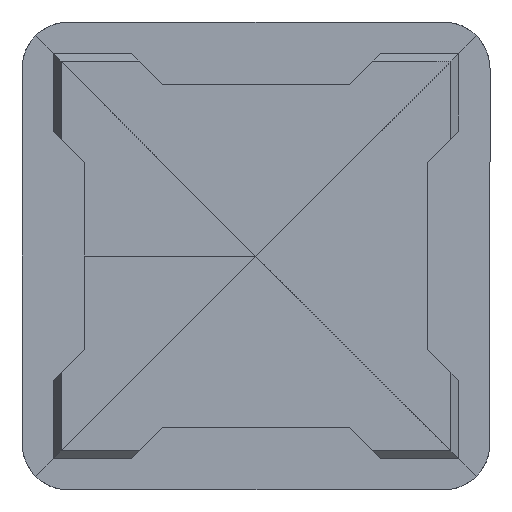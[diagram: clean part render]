
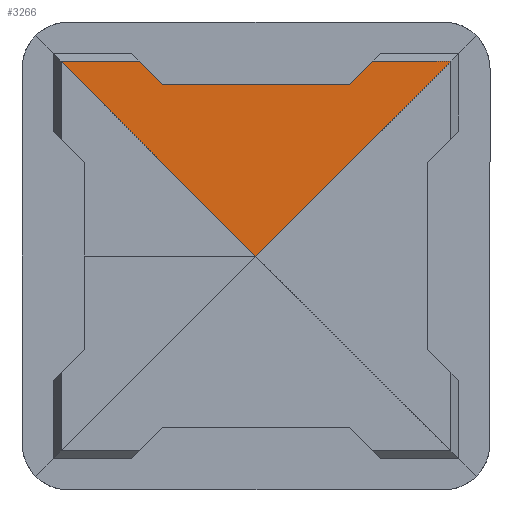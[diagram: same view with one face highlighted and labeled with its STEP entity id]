
A CAD part, front view. The second image highlights one B-rep face of the part: STEP entity #3266.
In plain terms, the highlighted planar face has unit normal (0, -1, 0).
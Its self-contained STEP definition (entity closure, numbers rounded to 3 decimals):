
#40 = LINE ( 'NONE', #629, #2196 ) ;
#62 = ORIENTED_EDGE ( 'NONE', *, *, #2709, .F. ) ;
#79 = CARTESIAN_POINT ( 'NONE',  ( -10., 0., 15. ) ) ;
#271 = VERTEX_POINT ( 'NONE', #2691 ) ;
#283 = VERTEX_POINT ( 'NONE', #2158 ) ;
#326 = ORIENTED_EDGE ( 'NONE', *, *, #2400, .T. ) ;
#373 = EDGE_CURVE ( 'NONE', #3288, #842, #705, .T. ) ;
#474 = LINE ( 'NONE', #1364, #1937 ) ;
#555 = DIRECTION ( 'NONE',  ( 0., 1., 0. ) ) ;
#629 = CARTESIAN_POINT ( 'NONE',  ( 15., 0., 12.5 ) ) ;
#650 = DIRECTION ( 'NONE',  ( -1., 0., 0. ) ) ;
#700 = CARTESIAN_POINT ( 'NONE',  ( 6., 0., 11. ) ) ;
#705 = LINE ( 'NONE', #2833, #1838 ) ;
#726 = CARTESIAN_POINT ( 'NONE',  ( 15., 0., 0. ) ) ;
#842 = VERTEX_POINT ( 'NONE', #700 ) ;
#943 = EDGE_LOOP ( 'NONE', ( #62, #1298, #3397, #326, #1830, #2712, #1696 ) ) ;
#968 = DIRECTION ( 'NONE',  ( 0.707, 0., -0.707 ) ) ;
#973 = LINE ( 'NONE', #3443, #1702 ) ;
#1244 = EDGE_CURVE ( 'NONE', #3408, #283, #40, .T. ) ;
#1281 = VERTEX_POINT ( 'NONE', #3056 ) ;
#1298 = ORIENTED_EDGE ( 'NONE', *, *, #1244, .T. ) ;
#1314 = DIRECTION ( 'NONE',  ( -0.707, 0., 0.707 ) ) ;
#1322 = VECTOR ( 'NONE', #968, 1000. ) ;
#1364 = CARTESIAN_POINT ( 'NONE',  ( 15., 0., 12.5 ) ) ;
#1472 = EDGE_CURVE ( 'NONE', #842, #271, #3860, .T. ) ;
#1474 = FACE_OUTER_BOUND ( 'NONE', #943, .T. ) ;
#1643 = DIRECTION ( 'NONE',  ( 0., 0., 1. ) ) ;
#1660 = DIRECTION ( 'NONE',  ( 1., 0., 0. ) ) ;
#1696 = ORIENTED_EDGE ( 'NONE', *, *, #373, .F. ) ;
#1702 = VECTOR ( 'NONE', #1928, 1000. ) ;
#1830 = ORIENTED_EDGE ( 'NONE', *, *, #2854, .T. ) ;
#1838 = VECTOR ( 'NONE', #1660, 1000. ) ;
#1924 = LINE ( 'NONE', #2775, #3792 ) ;
#1928 = DIRECTION ( 'NONE',  ( 0.707, 0., 0.707 ) ) ;
#1937 = VECTOR ( 'NONE', #2266, 1000. ) ;
#1957 = VERTEX_POINT ( 'NONE', #3286 ) ;
#2087 = DIRECTION ( 'NONE',  ( 0.707, 0., 0.707 ) ) ;
#2158 = CARTESIAN_POINT ( 'NONE',  ( -12.5, 0., 12.5 ) ) ;
#2196 = VECTOR ( 'NONE', #650, 1000. ) ;
#2266 = DIRECTION ( 'NONE',  ( -1., 0., 0. ) ) ;
#2400 = EDGE_CURVE ( 'NONE', #1281, #1957, #973, .T. ) ;
#2468 = CARTESIAN_POINT ( 'NONE',  ( -7.5, 0., 12.5 ) ) ;
#2691 = CARTESIAN_POINT ( 'NONE',  ( 7.5, 0., 12.5 ) ) ;
#2709 = EDGE_CURVE ( 'NONE', #3408, #3288, #3692, .T. ) ;
#2712 = ORIENTED_EDGE ( 'NONE', *, *, #1472, .F. ) ;
#2739 = EDGE_CURVE ( 'NONE', #1281, #283, #1924, .T. ) ;
#2775 = CARTESIAN_POINT ( 'NONE',  ( -7.5, 0., 7.5 ) ) ;
#2833 = CARTESIAN_POINT ( 'NONE',  ( -6., 0., 11. ) ) ;
#2854 = EDGE_CURVE ( 'NONE', #1957, #271, #474, .T. ) ;
#2892 = CARTESIAN_POINT ( 'NONE',  ( -6., 0., 11. ) ) ;
#3056 = CARTESIAN_POINT ( 'NONE',  ( 0., 0., 0. ) ) ;
#3266 = ADVANCED_FACE ( 'NONE', ( #1474 ), #3765, .F. ) ;
#3286 = CARTESIAN_POINT ( 'NONE',  ( 12.5, 0., 12.5 ) ) ;
#3288 = VERTEX_POINT ( 'NONE', #2892 ) ;
#3312 = CARTESIAN_POINT ( 'NONE',  ( 6., 0., 11. ) ) ;
#3397 = ORIENTED_EDGE ( 'NONE', *, *, #2739, .F. ) ;
#3408 = VERTEX_POINT ( 'NONE', #2468 ) ;
#3443 = CARTESIAN_POINT ( 'NONE',  ( -7.5, 0., -7.5 ) ) ;
#3458 = AXIS2_PLACEMENT_3D ( 'NONE', #726, #555, #1643 ) ;
#3468 = VECTOR ( 'NONE', #2087, 1000. ) ;
#3692 = LINE ( 'NONE', #79, #1322 ) ;
#3765 = PLANE ( 'NONE',  #3458 ) ;
#3792 = VECTOR ( 'NONE', #1314, 1000. ) ;
#3860 = LINE ( 'NONE', #3312, #3468 ) ;
